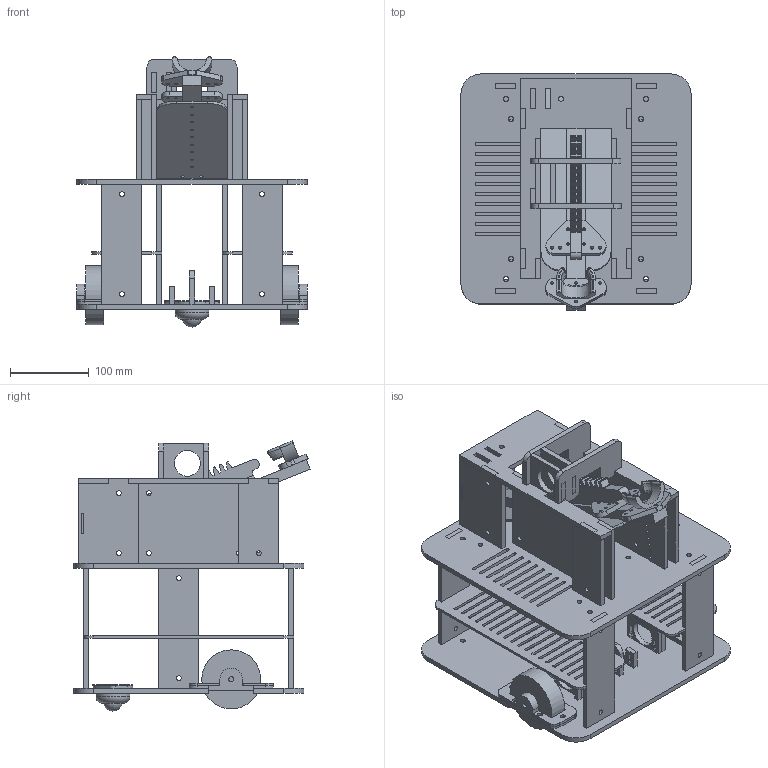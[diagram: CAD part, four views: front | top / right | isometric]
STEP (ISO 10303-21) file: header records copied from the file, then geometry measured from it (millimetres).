
FILE_DESCRIPTION(/* description */ (''),/* implementation_level */ '2;1');
FILE_NAME(/* name */ 'ME218B Team 6 2022 v35.step',/* time_stamp */ '2022-03-06T16:13:04-08:00',/* author */ (''),/* organization */ (''),/* preprocessor_version */ 'ST-DEVELOPER v18.1',/* originating_system */ 'Autodesk Translation Framework v10.13.0.1454',/* authorisation */ '');
FILE_SCHEMA (('AUTOMOTIVE_DESIGN { 1 0 10303 214 3 1 1 }'));
Length unit declared in the file: inch
Products named in the file (21): ME218B V2; First Level; Drivetrain; Left Wheel; Supports; Right Wheel; Caster; Case; Ball; Base; Wheel Mounts; Bottom Stands; Circuit Platforms; Second Level; Mid Platform; Launcher; Ball Holder; Rack; Pinion; Middle Stands; Third Level
Assembly tree (20 placements, depth 4):
  ME218B V2
    First Level
      Drivetrain
        Left Wheel
        Supports
        Right Wheel
      Caster
        Case
        Ball
      Base
        Wheel Mounts
      Bottom Stands
      Circuit Platforms
    Second Level
      Mid Platform
      Launcher
        Ball Holder
        Rack
        Pinion
        Middle Stands
    Third Level
Bounding box: 292.1 x 300 x 343.11 mm (x, y, z)
Volume: 2623063.5 mm3; surface area: 1021617.4 mm2
Topology: 50 solids, 50 shells, 1763 faces, 4959 edges, 3296 vertices
Faces by surface type: plane 1213, cylinder 522, sphere 14, torus 14
Full cylindrical faces by diameter (mm): 3.81 x45, 4.699 x2, 5.556 x8, 6.096 x45, 6.35 x26, 27.559 x2, 32.766 x1, 33.02 x2, 36.957 x1, 42.862 x3, 74.93 x2
Entity records: 58280 total; most frequent: CARTESIAN_POINT 10098, ORIENTED_EDGE 9912, DIRECTION 9659, EDGE_CURVE 4956, LINE 3853, VECTOR 3853, VERTEX_POINT 3296, AXIS2_PLACEMENT_3D 2903
